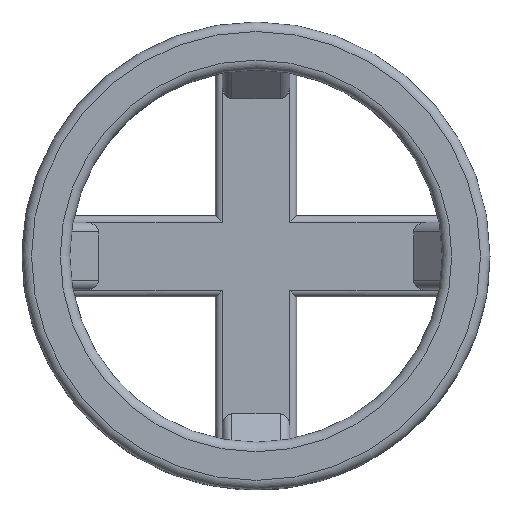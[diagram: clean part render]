
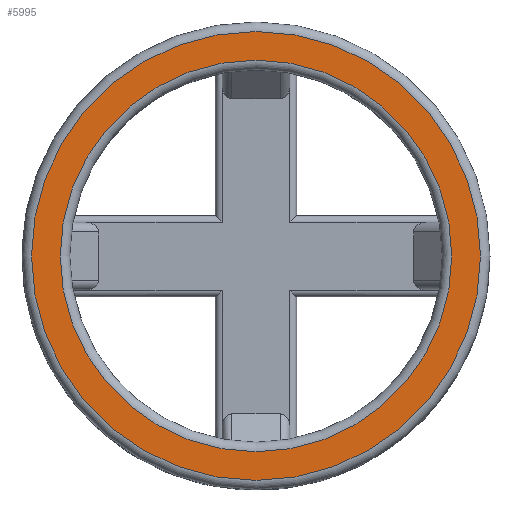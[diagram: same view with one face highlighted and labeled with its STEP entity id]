
A CAD part, top view. The second image highlights one B-rep face of the part: STEP entity #5995.
In plain terms, the highlighted planar face has unit normal (0, 0, 1).
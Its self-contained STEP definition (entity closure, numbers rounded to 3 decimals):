
#1219 = TOROIDAL_SURFACE('',#1220,20.5,1.);
#1220 = AXIS2_PLACEMENT_3D('',#1221,#1222,#1223);
#1221 = CARTESIAN_POINT('',(0.,0.,21.));
#1222 = DIRECTION('',(0.,0.,1.));
#1223 = DIRECTION('',(1.,0.,-0.));
#4627 = VERTEX_POINT('',#4628);
#4628 = CARTESIAN_POINT('',(20.5,0.,22.));
#4648 = EDGE_CURVE('',#4627,#4627,#4649,.T.);
#4649 = SURFACE_CURVE('',#4650,(#4655,#4662),.PCURVE_S1.);
#4650 = CIRCLE('',#4651,20.5);
#4651 = AXIS2_PLACEMENT_3D('',#4652,#4653,#4654);
#4652 = CARTESIAN_POINT('',(0.,0.,22.));
#4653 = DIRECTION('',(0.,0.,1.));
#4654 = DIRECTION('',(1.,0.,-0.));
#4655 = PCURVE('',#1219,#4656);
#4656 = DEFINITIONAL_REPRESENTATION('',(#4657),#4661);
#4657 = LINE('',#4658,#4659);
#4658 = CARTESIAN_POINT('',(0.,1.571));
#4659 = VECTOR('',#4660,1.);
#4660 = DIRECTION('',(1.,0.));
#4661 = ( GEOMETRIC_REPRESENTATION_CONTEXT(2) 
PARAMETRIC_REPRESENTATION_CONTEXT() REPRESENTATION_CONTEXT('2D SPACE',''
  ) );
#4662 = PCURVE('',#4663,#4668);
#4663 = PLANE('',#4664);
#4664 = AXIS2_PLACEMENT_3D('',#4665,#4666,#4667);
#4665 = CARTESIAN_POINT('',(0.,0.,22.)
  );
#4666 = DIRECTION('',(0.,0.,1.));
#4667 = DIRECTION('',(1.,0.,-0.));
#4668 = DEFINITIONAL_REPRESENTATION('',(#4669),#4673);
#4669 = CIRCLE('',#4670,20.5);
#4670 = AXIS2_PLACEMENT_2D('',#4671,#4672);
#4671 = CARTESIAN_POINT('',(0.,0.));
#4672 = DIRECTION('',(1.,0.));
#4673 = ( GEOMETRIC_REPRESENTATION_CONTEXT(2) 
PARAMETRIC_REPRESENTATION_CONTEXT() REPRESENTATION_CONTEXT('2D SPACE',''
  ) );
#5995 = ADVANCED_FACE('',(#5996,#6027),#4663,.T.);
#5996 = FACE_BOUND('',#5997,.T.);
#5997 = EDGE_LOOP('',(#5998));
#5998 = ORIENTED_EDGE('',*,*,#5999,.T.);
#5999 = EDGE_CURVE('',#6000,#6000,#6002,.T.);
#6000 = VERTEX_POINT('',#6001);
#6001 = CARTESIAN_POINT('',(23.5,0.,22.));
#6002 = SURFACE_CURVE('',#6003,(#6008,#6015),.PCURVE_S1.);
#6003 = CIRCLE('',#6004,23.5);
#6004 = AXIS2_PLACEMENT_3D('',#6005,#6006,#6007);
#6005 = CARTESIAN_POINT('',(0.,0.,22.));
#6006 = DIRECTION('',(0.,0.,1.));
#6007 = DIRECTION('',(1.,0.,-0.));
#6008 = PCURVE('',#4663,#6009);
#6009 = DEFINITIONAL_REPRESENTATION('',(#6010),#6014);
#6010 = CIRCLE('',#6011,23.5);
#6011 = AXIS2_PLACEMENT_2D('',#6012,#6013);
#6012 = CARTESIAN_POINT('',(0.,0.));
#6013 = DIRECTION('',(1.,0.));
#6014 = ( GEOMETRIC_REPRESENTATION_CONTEXT(2) 
PARAMETRIC_REPRESENTATION_CONTEXT() REPRESENTATION_CONTEXT('2D SPACE',''
  ) );
#6015 = PCURVE('',#6016,#6021);
#6016 = TOROIDAL_SURFACE('',#6017,23.5,1.);
#6017 = AXIS2_PLACEMENT_3D('',#6018,#6019,#6020);
#6018 = CARTESIAN_POINT('',(0.,0.,21.));
#6019 = DIRECTION('',(0.,0.,1.));
#6020 = DIRECTION('',(1.,0.,-0.));
#6021 = DEFINITIONAL_REPRESENTATION('',(#6022),#6026);
#6022 = LINE('',#6023,#6024);
#6023 = CARTESIAN_POINT('',(0.,1.571));
#6024 = VECTOR('',#6025,1.);
#6025 = DIRECTION('',(1.,0.));
#6026 = ( GEOMETRIC_REPRESENTATION_CONTEXT(2) 
PARAMETRIC_REPRESENTATION_CONTEXT() REPRESENTATION_CONTEXT('2D SPACE',''
  ) );
#6027 = FACE_BOUND('',#6028,.T.);
#6028 = EDGE_LOOP('',(#6029));
#6029 = ORIENTED_EDGE('',*,*,#4648,.F.);
